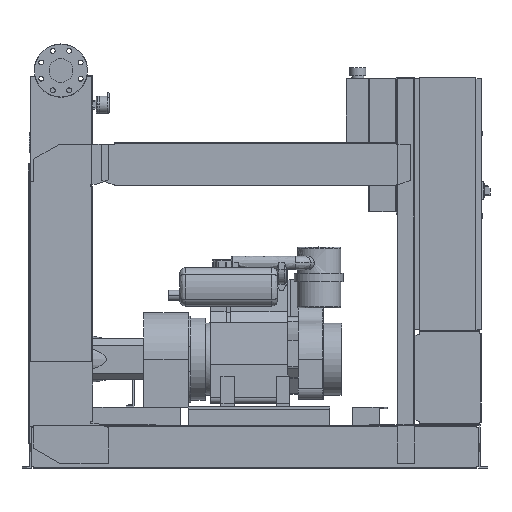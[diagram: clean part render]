
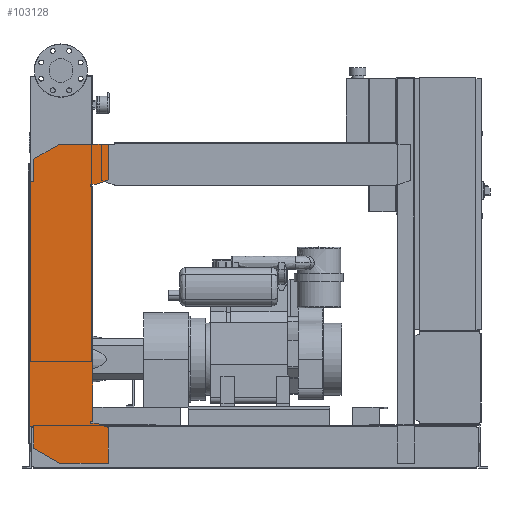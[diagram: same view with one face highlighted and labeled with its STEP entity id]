
A CAD part, front view. The second image highlights one B-rep face of the part: STEP entity #103128.
In plain terms, the highlighted free-form (B-spline) face has degree [1, 1] with [2, 2] control points.
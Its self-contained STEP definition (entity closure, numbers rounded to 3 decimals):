
#102613=CARTESIAN_POINT('',(-102.0,-463.5,1076.0));
#102614=VERTEX_POINT('',#102613);
#102621=CARTESIAN_POINT('',(-102.0,-463.5,1158.574));
#102622=VERTEX_POINT('',#102621);
#102623=CARTESIAN_POINT('',(-102.0,-463.5,1076.0));
#102624=DIRECTION('',(0.0,0.0,1.0));
#102625=VECTOR('',#102624,82.574);
#102626=LINE('',#102623,#102625);
#102627=EDGE_CURVE('',#102614,#102622,#102626,.T.);
#102645=CARTESIAN_POINT('',(-6.,-463.5,1214.0));
#102646=VERTEX_POINT('',#102645);
#102647=CARTESIAN_POINT('',(-102.0,-463.5,1158.574));
#102648=DIRECTION('',(0.866,0.0,0.5));
#102649=VECTOR('',#102648,110.851);
#102650=LINE('',#102647,#102649);
#102651=EDGE_CURVE('',#102622,#102646,#102650,.T.);
#102669=CARTESIAN_POINT('',(177.0,-463.5,1214.0));
#102670=VERTEX_POINT('',#102669);
#102671=CARTESIAN_POINT('',(-6.,-463.5,1214.0));
#102672=DIRECTION('',(1.0,0.0,0.0));
#102673=VECTOR('',#102672,183.0);
#102674=LINE('',#102671,#102673);
#102675=EDGE_CURVE('',#102646,#102670,#102674,.T.);
#102693=CARTESIAN_POINT('',(177.0,-463.5,1080.379));
#102694=VERTEX_POINT('',#102693);
#102695=CARTESIAN_POINT('',(177.0,-463.5,1214.0));
#102696=DIRECTION('',(0.0,0.0,-1.0));
#102697=VECTOR('',#102696,133.621);
#102698=LINE('',#102695,#102697);
#102699=EDGE_CURVE('',#102670,#102694,#102698,.T.);
#102717=CARTESIAN_POINT('',(132.,-463.5,1064.0));
#102718=VERTEX_POINT('',#102717);
#102719=CARTESIAN_POINT('',(177.0,-463.5,1080.379));
#102720=DIRECTION('',(-0.94,0.0,-0.342));
#102721=VECTOR('',#102720,47.888);
#102722=LINE('',#102719,#102721);
#102723=EDGE_CURVE('',#102694,#102718,#102722,.T.);
#102741=CARTESIAN_POINT('',(112.0,-463.5,1064.0));
#102742=VERTEX_POINT('',#102741);
#102743=CARTESIAN_POINT('',(132.,-463.5,1064.0));
#102744=DIRECTION('',(-1.0,0.0,0.0));
#102745=VECTOR('',#102744,20.);
#102746=LINE('',#102743,#102745);
#102747=EDGE_CURVE('',#102718,#102742,#102746,.T.);
#102765=CARTESIAN_POINT('',(112.0,-463.5,1056.0));
#102766=VERTEX_POINT('',#102765);
#102767=CARTESIAN_POINT('',(112.0,-463.5,1064.0));
#102768=DIRECTION('',(0.0,0.0,-1.0));
#102769=VECTOR('',#102768,8.0);
#102770=LINE('',#102767,#102769);
#102771=EDGE_CURVE('',#102742,#102766,#102770,.T.);
#102789=CARTESIAN_POINT('',(120.,-463.5,1056.0));
#102790=VERTEX_POINT('',#102789);
#102791=CARTESIAN_POINT('',(112.0,-463.5,1056.0));
#102792=DIRECTION('',(1.0,0.0,0.0));
#102793=VECTOR('',#102792,8.);
#102794=LINE('',#102791,#102793);
#102795=EDGE_CURVE('',#102766,#102790,#102794,.T.);
#102813=CARTESIAN_POINT('',(120.,-463.5,176.));
#102814=VERTEX_POINT('',#102813);
#102825=CARTESIAN_POINT('',(120.,-463.5,1056.0));
#102826=DIRECTION('',(0.0,0.0,-1.0));
#102827=VECTOR('',#102826,880.);
#102828=LINE('',#102825,#102827);
#102829=EDGE_CURVE('',#102790,#102814,#102828,.T.);
#102843=CARTESIAN_POINT('',(112.,-463.5,176.));
#102844=VERTEX_POINT('',#102843);
#102845=CARTESIAN_POINT('',(120.,-463.5,176.));
#102846=DIRECTION('',(-1.0,0.0,0.0));
#102847=VECTOR('',#102846,8.);
#102848=LINE('',#102845,#102847);
#102849=EDGE_CURVE('',#102814,#102844,#102848,.T.);
#102867=CARTESIAN_POINT('',(112.,-463.5,168.));
#102868=VERTEX_POINT('',#102867);
#102869=CARTESIAN_POINT('',(112.,-463.5,176.));
#102870=DIRECTION('',(0.0,0.0,-1.0));
#102871=VECTOR('',#102870,8.0);
#102872=LINE('',#102869,#102871);
#102873=EDGE_CURVE('',#102844,#102868,#102872,.T.);
#102891=CARTESIAN_POINT('',(132.,-463.5,168.));
#102892=VERTEX_POINT('',#102891);
#102893=CARTESIAN_POINT('',(112.,-463.5,168.));
#102894=DIRECTION('',(1.0,0.0,0.0));
#102895=VECTOR('',#102894,20.0);
#102896=LINE('',#102893,#102895);
#102897=EDGE_CURVE('',#102868,#102892,#102896,.T.);
#102915=CARTESIAN_POINT('',(177.,-463.5,151.621));
#102916=VERTEX_POINT('',#102915);
#102917=CARTESIAN_POINT('',(132.,-463.5,168.));
#102918=DIRECTION('',(0.94,0.0,-0.342));
#102919=VECTOR('',#102918,47.888);
#102920=LINE('',#102917,#102919);
#102921=EDGE_CURVE('',#102892,#102916,#102920,.T.);
#102939=CARTESIAN_POINT('',(177.,-463.5,18.0));
#102940=VERTEX_POINT('',#102939);
#102941=CARTESIAN_POINT('',(177.,-463.5,151.621));
#102942=DIRECTION('',(0.0,0.0,-1.0));
#102943=VECTOR('',#102942,133.621);
#102944=LINE('',#102941,#102943);
#102945=EDGE_CURVE('',#102916,#102940,#102944,.T.);
#102963=CARTESIAN_POINT('',(-4.,-463.5,18.0));
#102964=VERTEX_POINT('',#102963);
#102965=CARTESIAN_POINT('',(177.,-463.5,18.0));
#102966=DIRECTION('',(-1.0,0.0,0.0));
#102967=VECTOR('',#102966,181.);
#102968=LINE('',#102965,#102967);
#102969=EDGE_CURVE('',#102940,#102964,#102968,.T.);
#102987=CARTESIAN_POINT('',(-102.,-463.5,74.58));
#102988=VERTEX_POINT('',#102987);
#102989=CARTESIAN_POINT('',(-4.,-463.5,18.0));
#102990=DIRECTION('',(-0.866,0.,0.5));
#102991=VECTOR('',#102990,113.161);
#102992=LINE('',#102989,#102991);
#102993=EDGE_CURVE('',#102964,#102988,#102992,.T.);
#103011=CARTESIAN_POINT('',(-102.,-463.5,156.0));
#103012=VERTEX_POINT('',#103011);
#103013=CARTESIAN_POINT('',(-102.,-463.5,74.58));
#103014=DIRECTION('',(0.0,0.0,1.0));
#103015=VECTOR('',#103014,81.42);
#103016=LINE('',#103013,#103015);
#103017=EDGE_CURVE('',#102988,#103012,#103016,.T.);
#103035=CARTESIAN_POINT('',(-122.,-463.5,156.0));
#103036=VERTEX_POINT('',#103035);
#103037=CARTESIAN_POINT('',(-102.,-463.5,156.0));
#103038=DIRECTION('',(-1.0,0.0,0.0));
#103039=VECTOR('',#103038,20.0);
#103040=LINE('',#103037,#103039);
#103041=EDGE_CURVE('',#103012,#103036,#103040,.T.);
#103059=CARTESIAN_POINT('',(-122.0,-463.5,1076.0));
#103060=VERTEX_POINT('',#103059);
#103073=CARTESIAN_POINT('',(-122.,-463.5,156.0));
#103074=DIRECTION('',(0.0,0.0,1.0));
#103075=VECTOR('',#103074,920.0);
#103076=LINE('',#103073,#103075);
#103077=EDGE_CURVE('',#103036,#103060,#103076,.T.);
#103091=CARTESIAN_POINT('',(-122.0,-463.5,1076.0));
#103092=DIRECTION('',(1.0,0.0,0.0));
#103093=VECTOR('',#103092,20.0);
#103094=LINE('',#103091,#103093);
#103095=EDGE_CURVE('',#103060,#102614,#103094,.T.);
#103101=CARTESIAN_POINT('',(-122.,-463.5,18.0));
#103102=CARTESIAN_POINT('',(177.0,-463.5,18.0));
#103103=CARTESIAN_POINT('',(-122.,-463.5,1214.0));
#103104=CARTESIAN_POINT('',(177.0,-463.5,1214.0));
#103105=B_SPLINE_SURFACE_WITH_KNOTS('',1,1,((#103101,#103103),(#103102,#103104)),.UNSPECIFIED.,.F.,.F.,.U.,(2,2),(2,2),(0.0,299.),(0.0,1196.0),.UNSPECIFIED.);
#103106=ORIENTED_EDGE('',*,*,#103095,.F.);
#103107=ORIENTED_EDGE('',*,*,#103077,.F.);
#103108=ORIENTED_EDGE('',*,*,#103041,.F.);
#103109=ORIENTED_EDGE('',*,*,#103017,.F.);
#103110=ORIENTED_EDGE('',*,*,#102993,.F.);
#103111=ORIENTED_EDGE('',*,*,#102969,.F.);
#103112=ORIENTED_EDGE('',*,*,#102945,.F.);
#103113=ORIENTED_EDGE('',*,*,#102921,.F.);
#103114=ORIENTED_EDGE('',*,*,#102897,.F.);
#103115=ORIENTED_EDGE('',*,*,#102873,.F.);
#103116=ORIENTED_EDGE('',*,*,#102849,.F.);
#103117=ORIENTED_EDGE('',*,*,#102829,.F.);
#103118=ORIENTED_EDGE('',*,*,#102795,.F.);
#103119=ORIENTED_EDGE('',*,*,#102771,.F.);
#103120=ORIENTED_EDGE('',*,*,#102747,.F.);
#103121=ORIENTED_EDGE('',*,*,#102723,.F.);
#103122=ORIENTED_EDGE('',*,*,#102699,.F.);
#103123=ORIENTED_EDGE('',*,*,#102675,.F.);
#103124=ORIENTED_EDGE('',*,*,#102651,.F.);
#103125=ORIENTED_EDGE('',*,*,#102627,.F.);
#103126=EDGE_LOOP('',(#103106,#103107,#103108,#103109,#103110,#103111,#103112,#103113,#103114,#103115,#103116,#103117,#103118,#103119,#103120,#103121,#103122,#103123,#103124,#103125));
#103127=FACE_OUTER_BOUND('',#103126,.T.);
#103128=ADVANCED_FACE('',(#103127),#103105,.T.);
